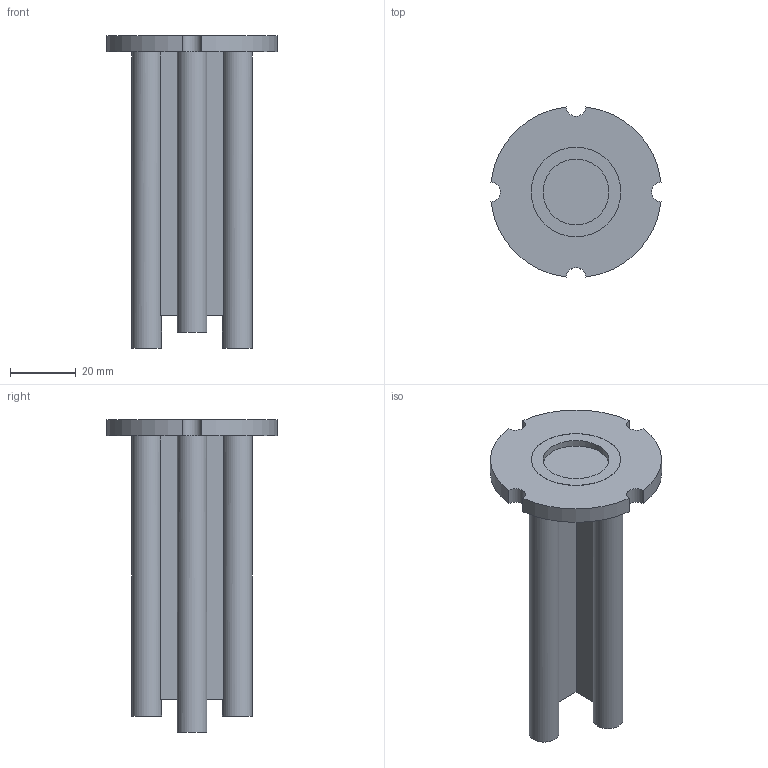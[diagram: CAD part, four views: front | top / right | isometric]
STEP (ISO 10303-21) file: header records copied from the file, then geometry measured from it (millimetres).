
FILE_DESCRIPTION(/* description */ (''),/* implementation_level */ '2;1');
FILE_NAME(/* name */ 'LongRagneScanner.step',/* time_stamp */ '2025-06-19T21:40:54-07:00',/* author */ (''),/* organization */ (''),/* preprocessor_version */ 'ST-DEVELOPER v20.1',/* originating_system */ 'Autodesk Translation Framework v14.10.0.0',/* authorisation */ '');
FILE_SCHEMA (('AUTOMOTIVE_DESIGN { 1 0 10303 214 3 1 1 }'));
Length unit declared in the file: millimetre
Products named in the file (1): LongRagneScanner
Bounding box: 51.65 x 51.65 x 95 mm (x, y, z)
Volume: 39837.9 mm3; surface area: 19410.8 mm2
Topology: 1 solids, 1 shells, 39 faces, 90 edges, 60 vertices
Faces by surface type: plane 21, cylinder 18
Full cylindrical faces by diameter (mm): 6.2 x2, 6.5 x2, 9 x4, 20 x1, 27.2 x1
Entity records: 1161 total; most frequent: DIRECTION 214, CARTESIAN_POINT 190, ORIENTED_EDGE 180, EDGE_CURVE 90, AXIS2_PLACEMENT_3D 84, VERTEX_POINT 60, EDGE_LOOP 46, LINE 46
